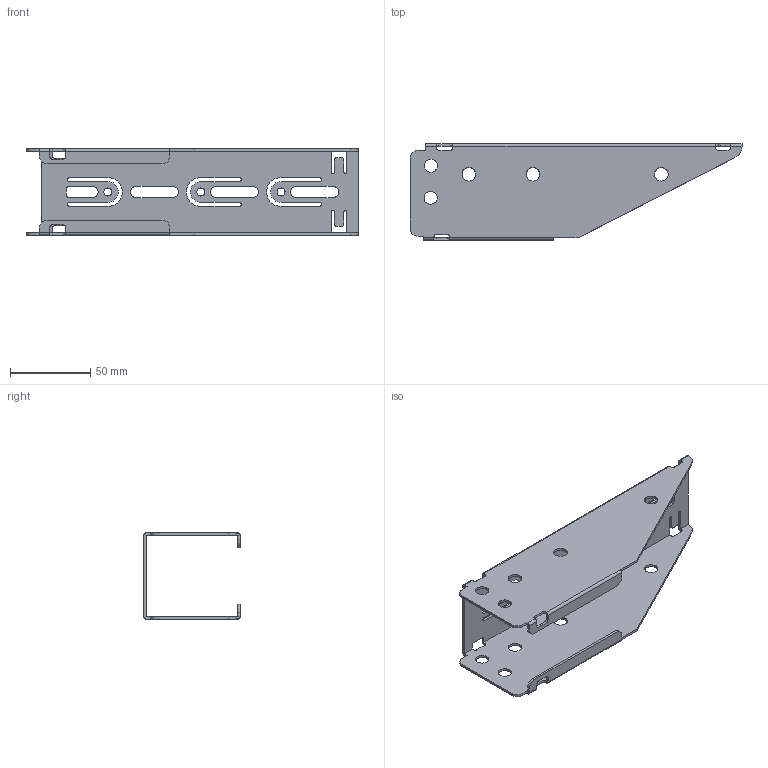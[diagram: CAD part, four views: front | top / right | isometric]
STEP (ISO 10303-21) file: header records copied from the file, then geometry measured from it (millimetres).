
FILE_DESCRIPTION (( 'STEP AP203' ), '1' );
FILE_NAME ('Êîíñîëü áûñòðîé ôèêñàöèè BBF_BBF5015.STEP', '2012-11-21T09:03:32', ( 'Àñååâ' ), ( '' ), 'SwSTEP 2.0', 'SolidWorks 2012', '' );
FILE_SCHEMA (( 'CONFIG_CONTROL_DESIGN' ));
Length unit declared in the file: millimetre
Products named in the file (1): Êîíñîëü áûñòðîé ôèêñàöèè BBF_BBF5015
Bounding box: 207 x 60 x 54 mm (x, y, z)
Volume: 41662.1 mm3; surface area: 58552.3 mm2
Topology: 1 solids, 1 shells, 177 faces, 547 edges, 360 vertices
Faces by surface type: cylinder 92, plane 85
Full cylindrical faces by diameter (mm): 5 x3, 8.2 x4, 8.5 x6
Entity records: 6159 total; most frequent: DIRECTION 1064, CARTESIAN_POINT 1052, ORIENTED_EDGE 1048, EDGE_CURVE 524, AXIS2_PLACEMENT_3D 362, VERTEX_POINT 350, VECTOR 340, LINE 340
